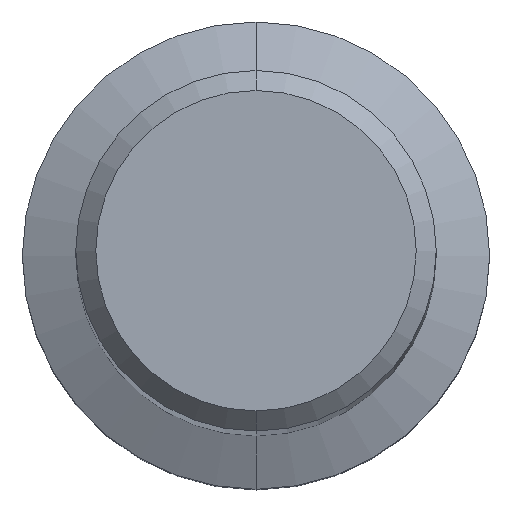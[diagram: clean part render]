
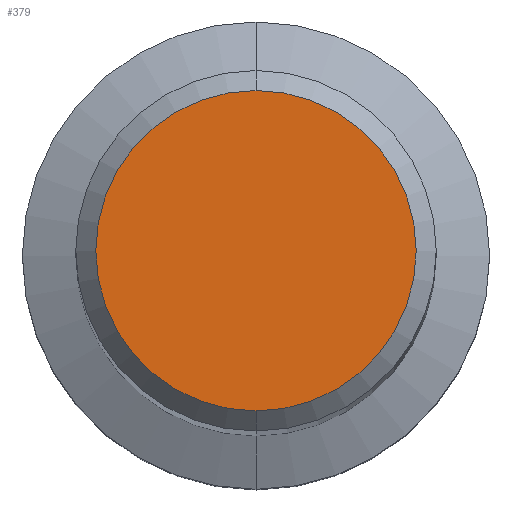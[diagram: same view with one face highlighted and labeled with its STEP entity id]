
A CAD part, top view. The second image highlights one B-rep face of the part: STEP entity #379.
In plain terms, the highlighted planar face has unit normal (0, 0, 1).
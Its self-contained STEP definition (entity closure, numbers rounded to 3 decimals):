
#205=VERTEX_POINT('',#561);
#263=EDGE_CURVE('',#205,#271,#625,.T.);
#271=VERTEX_POINT('',#633);
#295=EDGE_CURVE('',#271,#205,#658,.T.);
#379=ADVANCED_FACE('',(#754),#755,.T.);
#561=CARTESIAN_POINT('',(0.0,4.8,0.0));
#625=CIRCLE('',#1107,4.8);
#633=CARTESIAN_POINT('',(0.,-4.8,0.0));
#658=CIRCLE('',#1153,4.8);
#754=FACE_OUTER_BOUND('',#1320,.T.);
#755=PLANE('',#1321);
#1107=AXIS2_PLACEMENT_3D('',#1759,#1760,#1761);
#1153=AXIS2_PLACEMENT_3D('',#1781,#1782,#1783);
#1320=EDGE_LOOP('',(#1921,#1922));
#1321=AXIS2_PLACEMENT_3D('',#1923,#1924,#1925);
#1759=CARTESIAN_POINT('',(0.0,0.0,0.0));
#1760=DIRECTION('',(0.0,0.0,-1.0));
#1761=DIRECTION('',(0.0,1.0,0.0));
#1781=CARTESIAN_POINT('',(0.0,0.0,0.0));
#1782=DIRECTION('',(0.0,0.0,-1.0));
#1783=DIRECTION('',(0.0,1.0,0.0));
#1921=ORIENTED_EDGE('',*,*,#263,.F.);
#1922=ORIENTED_EDGE('',*,*,#295,.F.);
#1923=CARTESIAN_POINT('',(0.0,2.4,0.0));
#1924=DIRECTION('',(-0.0,0.0,1.0));
#1925=DIRECTION('',(0.0,-1.0,0.0));
